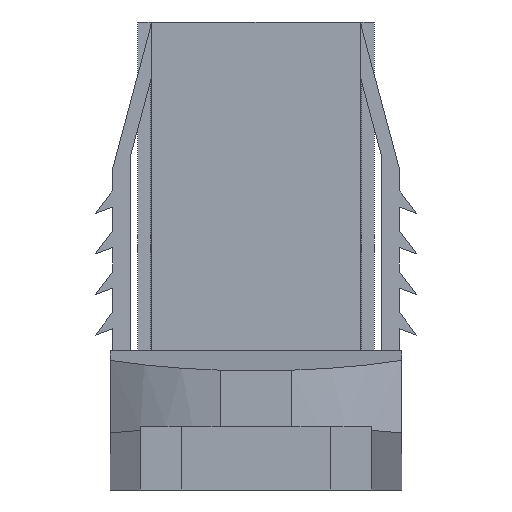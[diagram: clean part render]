
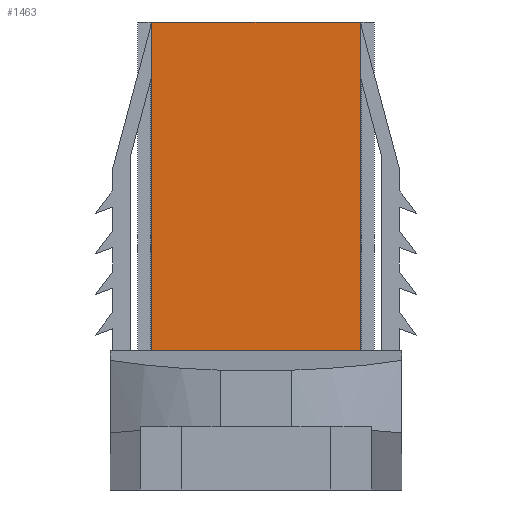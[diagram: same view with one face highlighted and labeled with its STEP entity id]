
A CAD part, front view. The second image highlights one B-rep face of the part: STEP entity #1463.
In plain terms, the highlighted planar face has unit normal (0, -1, 0).
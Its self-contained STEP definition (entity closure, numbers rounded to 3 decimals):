
#64 = ORIENTED_EDGE ( 'NONE', *, *, #919, .F. ) ;
#430 = CARTESIAN_POINT ( 'NONE',  ( -5.9, 0., 26.5 ) ) ;
#579 = EDGE_LOOP ( 'NONE', ( #64, #1166, #1903, #1609 ) ) ;
#630 = AXIS2_PLACEMENT_3D ( 'NONE', #1227, #2098, #2260 ) ;
#700 = VERTEX_POINT ( 'NONE', #1260 ) ;
#767 = VECTOR ( 'NONE', #913, 1000. ) ;
#816 = EDGE_CURVE ( 'NONE', #700, #998, #2233, .T. ) ;
#913 = DIRECTION ( 'NONE',  ( 0., 0., -1. ) ) ;
#919 = EDGE_CURVE ( 'NONE', #1996, #2644, #1672, .T. ) ;
#998 = VERTEX_POINT ( 'NONE', #1858 ) ;
#1017 = EDGE_CURVE ( 'NONE', #998, #1996, #2112, .T. ) ;
#1091 = LINE ( 'NONE', #430, #767 ) ;
#1150 = DIRECTION ( 'NONE',  ( 1., 0., 0. ) ) ;
#1166 = ORIENTED_EDGE ( 'NONE', *, *, #1017, .F. ) ;
#1167 = FACE_OUTER_BOUND ( 'NONE', #579, .T. ) ;
#1180 = CARTESIAN_POINT ( 'NONE',  ( 0., 0., 26.5 ) ) ;
#1204 = CARTESIAN_POINT ( 'NONE',  ( 5.9, 0., 5. ) ) ;
#1227 = CARTESIAN_POINT ( 'NONE',  ( 0., 0., 26.5 ) ) ;
#1260 = CARTESIAN_POINT ( 'NONE',  ( -5.9, 0., 26.5 ) ) ;
#1298 = CARTESIAN_POINT ( 'NONE',  ( -5.9, 0., 5. ) ) ;
#1416 = PLANE ( 'NONE',  #630 ) ;
#1463 = ADVANCED_FACE ( 'NONE', ( #1167 ), #1416, .F. ) ;
#1473 = VECTOR ( 'NONE', #2487, 1000. ) ;
#1609 = ORIENTED_EDGE ( 'NONE', *, *, #2554, .T. ) ;
#1672 = LINE ( 'NONE', #2530, #1473 ) ;
#1858 = CARTESIAN_POINT ( 'NONE',  ( 5.9, 0., 26.5 ) ) ;
#1903 = ORIENTED_EDGE ( 'NONE', *, *, #816, .F. ) ;
#1996 = VERTEX_POINT ( 'NONE', #1204 ) ;
#2066 = CARTESIAN_POINT ( 'NONE',  ( 5.9, 0., 26.5 ) ) ;
#2098 = DIRECTION ( 'NONE',  ( 0., 1., 0. ) ) ;
#2112 = LINE ( 'NONE', #2066, #2361 ) ;
#2233 = LINE ( 'NONE', #1180, #2448 ) ;
#2258 = DIRECTION ( 'NONE',  ( 0., 0., -1. ) ) ;
#2260 = DIRECTION ( 'NONE',  ( 0., 0., 1. ) ) ;
#2361 = VECTOR ( 'NONE', #2258, 1000. ) ;
#2448 = VECTOR ( 'NONE', #1150, 1000. ) ;
#2487 = DIRECTION ( 'NONE',  ( -1., 0., 0. ) ) ;
#2530 = CARTESIAN_POINT ( 'NONE',  ( 0., 0., 5. ) ) ;
#2554 = EDGE_CURVE ( 'NONE', #700, #2644, #1091, .T. ) ;
#2644 = VERTEX_POINT ( 'NONE', #1298 ) ;
